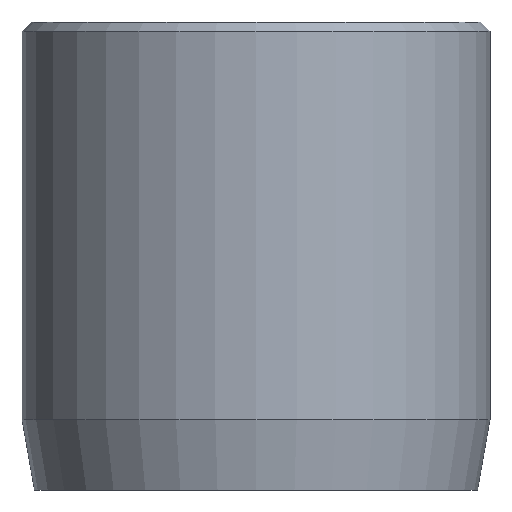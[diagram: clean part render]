
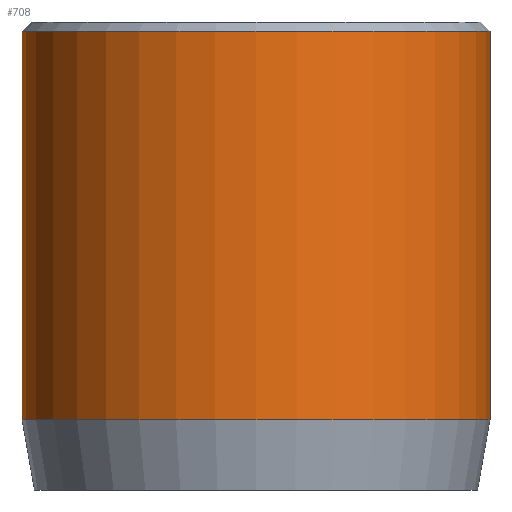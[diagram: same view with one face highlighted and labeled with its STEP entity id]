
A CAD part, front view. The second image highlights one B-rep face of the part: STEP entity #708.
In plain terms, the highlighted cylindrical face has radius 5 mm (diameter 10 mm), a partial arc.
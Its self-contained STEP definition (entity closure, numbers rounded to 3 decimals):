
#17 = CARTESIAN_POINT ( 'NONE',  ( 0., 0., 10. ) ) ;
#48 = ORIENTED_EDGE ( 'NONE', *, *, #102, .T. ) ;
#78 = VERTEX_POINT ( 'NONE', #1020 ) ;
#102 = EDGE_CURVE ( 'NONE', #180, #1087, #896, .T. ) ;
#143 = FACE_OUTER_BOUND ( 'NONE', #459, .T. ) ;
#155 = CARTESIAN_POINT ( 'NONE',  ( -5., 0., 10. ) ) ;
#161 = DIRECTION ( 'NONE',  ( 0., 0., -1. ) ) ;
#180 = VERTEX_POINT ( 'NONE', #561 ) ;
#223 = DIRECTION ( 'NONE',  ( -1., 0., 0. ) ) ;
#234 = CARTESIAN_POINT ( 'NONE',  ( 0., 0., 1.5 ) ) ;
#329 = DIRECTION ( 'NONE',  ( 1., 0., 0. ) ) ;
#355 = VECTOR ( 'NONE', #633, 1000. ) ;
#359 = VERTEX_POINT ( 'NONE', #658 ) ;
#387 = CYLINDRICAL_SURFACE ( 'NONE', #875, 5. ) ;
#427 = ORIENTED_EDGE ( 'NONE', *, *, #1035, .T. ) ;
#459 = EDGE_LOOP ( 'NONE', ( #977, #48, #688, #427 ) ) ;
#544 = AXIS2_PLACEMENT_3D ( 'NONE', #998, #964, #958 ) ;
#561 = CARTESIAN_POINT ( 'NONE',  ( 5., 0., 9.8 ) ) ;
#607 = EDGE_CURVE ( 'NONE', #1087, #359, #776, .T. ) ;
#633 = DIRECTION ( 'NONE',  ( 0., 0., -1. ) ) ;
#658 = CARTESIAN_POINT ( 'NONE',  ( -5., 0., 1.5 ) ) ;
#662 = CIRCLE ( 'NONE', #744, 5. ) ;
#688 = ORIENTED_EDGE ( 'NONE', *, *, #607, .T. ) ;
#708 = ADVANCED_FACE ( 'NONE', ( #143 ), #387, .T. ) ;
#744 = AXIS2_PLACEMENT_3D ( 'NONE', #234, #904, #329 ) ;
#776 = LINE ( 'NONE', #155, #829 ) ;
#777 = EDGE_CURVE ( 'NONE', #180, #78, #863, .T. ) ;
#829 = VECTOR ( 'NONE', #161, 1000. ) ;
#863 = LINE ( 'NONE', #963, #355 ) ;
#875 = AXIS2_PLACEMENT_3D ( 'NONE', #17, #1202, #223 ) ;
#896 = CIRCLE ( 'NONE', #544, 5. ) ;
#904 = DIRECTION ( 'NONE',  ( 0., 0., 1. ) ) ;
#917 = CARTESIAN_POINT ( 'NONE',  ( -5., 0., 9.8 ) ) ;
#958 = DIRECTION ( 'NONE',  ( 1., 0., 0. ) ) ;
#963 = CARTESIAN_POINT ( 'NONE',  ( 5., 0., 10. ) ) ;
#964 = DIRECTION ( 'NONE',  ( 0., 0., -1. ) ) ;
#977 = ORIENTED_EDGE ( 'NONE', *, *, #777, .F. ) ;
#998 = CARTESIAN_POINT ( 'NONE',  ( 0., 0., 9.8 ) ) ;
#1020 = CARTESIAN_POINT ( 'NONE',  ( 5., 0., 1.5 ) ) ;
#1035 = EDGE_CURVE ( 'NONE', #359, #78, #662, .T. ) ;
#1087 = VERTEX_POINT ( 'NONE', #917 ) ;
#1202 = DIRECTION ( 'NONE',  ( 0., 0., -1. ) ) ;
